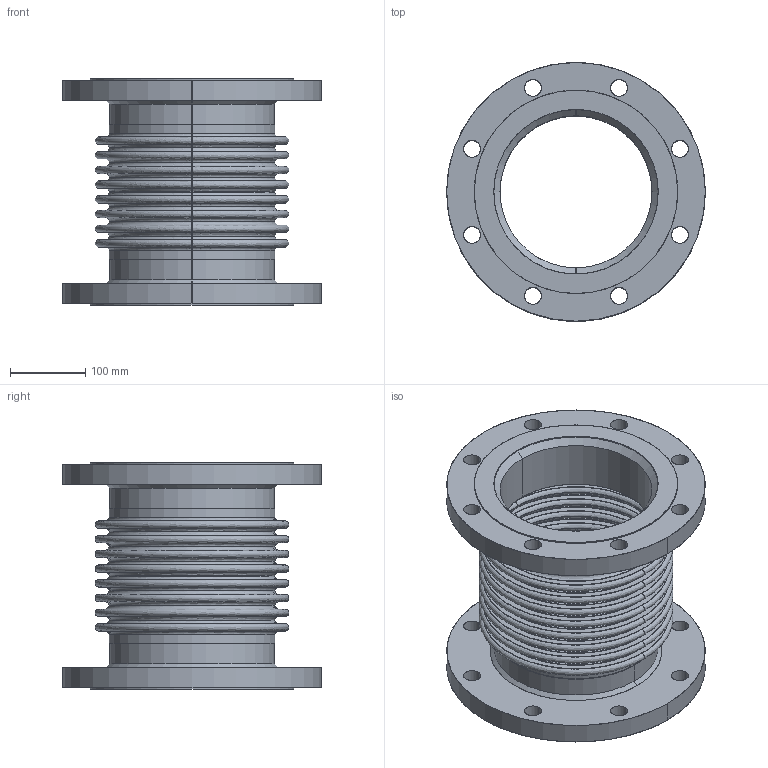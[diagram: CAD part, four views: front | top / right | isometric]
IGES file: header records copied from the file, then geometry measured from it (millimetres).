
Start section: SolidWorks IGES file using analytic representation for surfaces
Global section: file name: SJT-1100 200Ax300mm.IGS; native system: SolidWorks 2018; preprocessor: SolidWorks 2018; author: Wuthipan; date: 190130.112633; units: millimetre
Bounding box: 343 x 343 x 300 mm (x, y, z)
Surface area: 1039164.2 mm2 (no closed solid volume)
Topology: 0 solids, 0 shells, 202 faces, 7040 edges, 7040 vertices
Faces by surface type: bspline 138, revolution 64
